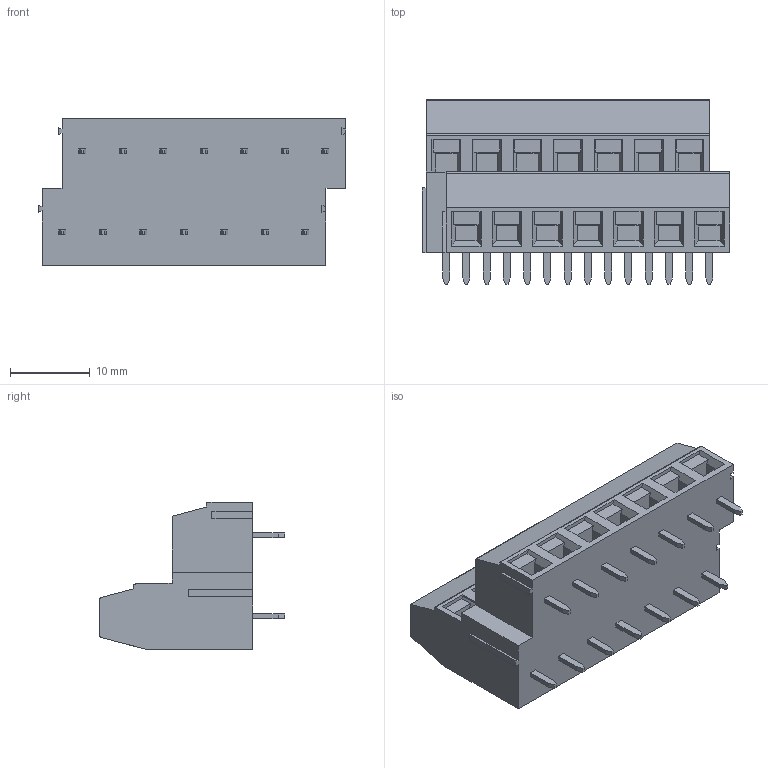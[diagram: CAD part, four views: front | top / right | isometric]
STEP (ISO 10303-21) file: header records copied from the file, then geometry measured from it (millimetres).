
FILE_DESCRIPTION (( 'STEP AP214' ), '1' );
FILE_NAME ('DG127A-5.08-14P-4Y-00AH.STEP', '2021-01-02T02:41:40', ( '' ), ( '' ), 'SwSTEP 2.0', 'SolidWorks 2020', '' );
FILE_SCHEMA (( 'AUTOMOTIVE_DESIGN' ));
Length unit declared in the file: millimetre
Products named in the file (1): DG127A-5.08-14P-4Y-00AH
Bounding box: 38.6 x 23.2 x 18.5 mm (x, y, z)
Volume: 7724.6 mm3; surface area: 5249.7 mm2
Topology: 1 solids, 1 shells, 887 faces, 2383 edges, 1570 vertices
Faces by surface type: plane 651, bspline 133, cylinder 61, torus 42
Entity records: 40810 total; most frequent: CARTESIAN_POINT 12630, ORIENTED_EDGE 4766, DIRECTION 3805, EDGE_CURVE 2383, LINE 1827, VECTOR 1827, VERTEX_POINT 1570, AXIS2_PLACEMENT_3D 989
